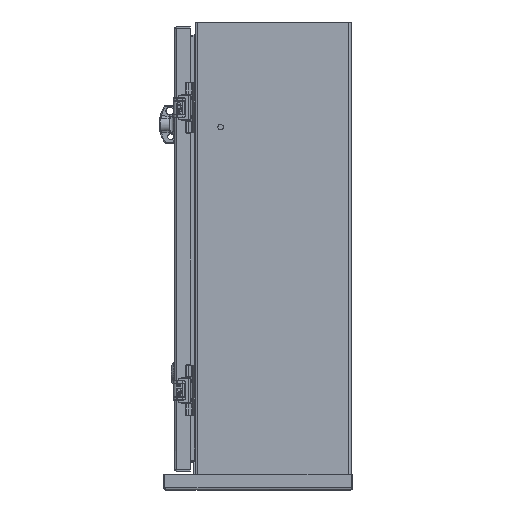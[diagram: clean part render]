
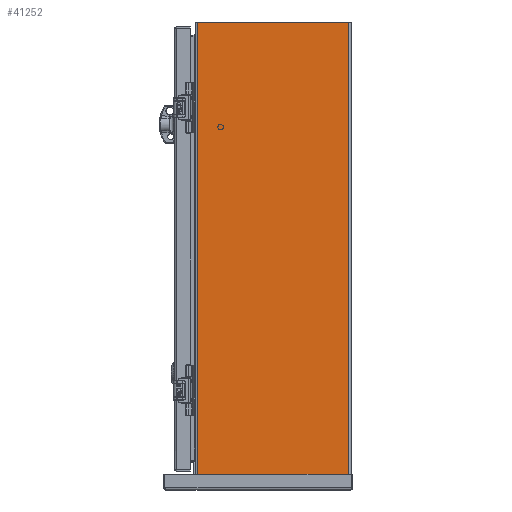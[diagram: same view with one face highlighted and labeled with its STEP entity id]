
A CAD part, left-side view. The second image highlights one B-rep face of the part: STEP entity #41252.
In plain terms, the highlighted planar face has unit normal (-1, 0, 0).
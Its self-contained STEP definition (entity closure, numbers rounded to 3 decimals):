
#4187 = CARTESIAN_POINT ( 'NONE',  ( -10., 7.888, -23.94 ) ) ;
#4388 = EDGE_CURVE ( 'NONE', #11157, #14085, #50351, .T. ) ;
#8371 = VERTEX_POINT ( 'NONE', #13408 ) ;
#9782 = CARTESIAN_POINT ( 'NONE',  ( -10., 4.008, 0. ) ) ;
#10487 = FACE_OUTER_BOUND ( 'NONE', #35137, .T. ) ;
#11157 = VERTEX_POINT ( 'NONE', #30969 ) ;
#12954 = VECTOR ( 'NONE', #23420, 39.37 ) ;
#13408 = CARTESIAN_POINT ( 'NONE',  ( -10., 0.127, 0. ) ) ;
#13839 = VERTEX_POINT ( 'NONE', #56879 ) ;
#14085 = VERTEX_POINT ( 'NONE', #4187 ) ;
#22679 = DIRECTION ( 'NONE',  ( 0., 1., 0. ) ) ;
#23420 = DIRECTION ( 'NONE',  ( 0., 0., -1. ) ) ;
#24162 = ORIENTED_EDGE ( 'NONE', *, *, #4388, .F. ) ;
#30969 = CARTESIAN_POINT ( 'NONE',  ( -10., 0.127, -23.94 ) ) ;
#34627 = AXIS2_PLACEMENT_3D ( 'NONE', #59401, #50830, #79973 ) ;
#34719 = EDGE_CURVE ( 'NONE', #13839, #14085, #47828, .T. ) ;
#35137 = EDGE_LOOP ( 'NONE', ( #79102, #55367, #77675, #24162 ) ) ;
#35629 = EDGE_CURVE ( 'NONE', #8371, #11157, #58833, .T. ) ;
#41252 = ADVANCED_FACE ( 'NONE', ( #10487 ), #57989, .T. ) ;
#41592 = VECTOR ( 'NONE', #94267, 39.37 ) ;
#44700 = LINE ( 'NONE', #9782, #68515 ) ;
#47828 = LINE ( 'NONE', #75986, #90655 ) ;
#50351 = LINE ( 'NONE', #65148, #41592 ) ;
#50830 = DIRECTION ( 'NONE',  ( -1., 0., 0. ) ) ;
#55367 = ORIENTED_EDGE ( 'NONE', *, *, #78160, .T. ) ;
#56879 = CARTESIAN_POINT ( 'NONE',  ( -10., 7.888, 0. ) ) ;
#57989 = PLANE ( 'NONE',  #34627 ) ;
#58833 = LINE ( 'NONE', #65519, #12954 ) ;
#59401 = CARTESIAN_POINT ( 'NONE',  ( -10., 7.888, 0. ) ) ;
#65148 = CARTESIAN_POINT ( 'NONE',  ( -10., 4.008, -23.94 ) ) ;
#65519 = CARTESIAN_POINT ( 'NONE',  ( -10., 0.127, 0. ) ) ;
#68515 = VECTOR ( 'NONE', #22679, 39.37 ) ;
#75986 = CARTESIAN_POINT ( 'NONE',  ( -10., 7.888, 0. ) ) ;
#76956 = DIRECTION ( 'NONE',  ( 0., 0., -1. ) ) ;
#77675 = ORIENTED_EDGE ( 'NONE', *, *, #34719, .T. ) ;
#78160 = EDGE_CURVE ( 'NONE', #8371, #13839, #44700, .T. ) ;
#79102 = ORIENTED_EDGE ( 'NONE', *, *, #35629, .F. ) ;
#79973 = DIRECTION ( 'NONE',  ( 0., 0., 1. ) ) ;
#90655 = VECTOR ( 'NONE', #76956, 39.37 ) ;
#94267 = DIRECTION ( 'NONE',  ( 0., 1., 0. ) ) ;
